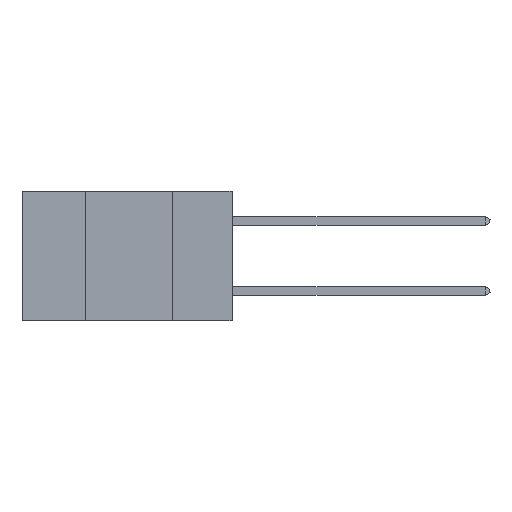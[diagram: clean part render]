
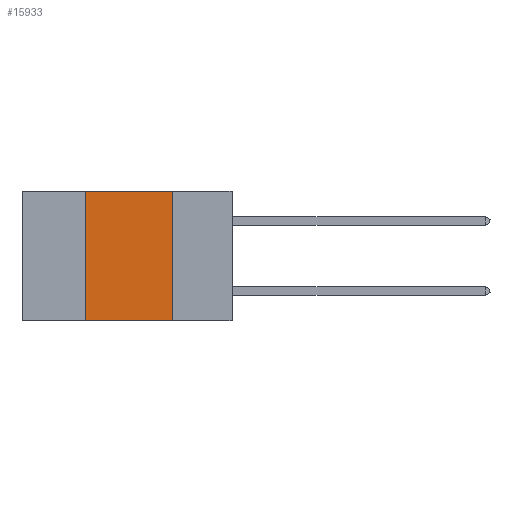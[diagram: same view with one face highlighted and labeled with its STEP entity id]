
A CAD part, left-side view. The second image highlights one B-rep face of the part: STEP entity #15933.
In plain terms, the highlighted planar face has unit normal (-1, 0, 0).
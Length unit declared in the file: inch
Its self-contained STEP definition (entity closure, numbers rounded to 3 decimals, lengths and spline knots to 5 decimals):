
#297 = ORIENTED_EDGE ( 'NONE', *, *, #31031, .F. ) ;
#858 = ORIENTED_EDGE ( 'NONE', *, *, #12893, .F. ) ;
#1313 = CARTESIAN_POINT ( 'NONE',  ( 0., 0.6, 0. ) ) ;
#3223 = VERTEX_POINT ( 'NONE', #21246 ) ;
#3532 = CARTESIAN_POINT ( 'NONE',  ( 0., 0.17, 0. ) ) ;
#4218 = DIRECTION ( 'NONE',  ( 1., 0., 0. ) ) ;
#7320 = ORIENTED_EDGE ( 'NONE', *, *, #34470, .T. ) ;
#8654 = VECTOR ( 'NONE', #20691, 39.37008 ) ;
#11143 = AXIS2_PLACEMENT_3D ( 'NONE', #34729, #4218, #15560 ) ;
#11787 = VECTOR ( 'NONE', #23394, 39.37008 ) ;
#11969 = VERTEX_POINT ( 'NONE', #3532 ) ;
#12376 = CARTESIAN_POINT ( 'NONE',  ( 0., 0.17, 0. ) ) ;
#12625 = EDGE_LOOP ( 'NONE', ( #297, #858, #19797, #7320 ) ) ;
#12663 = VECTOR ( 'NONE', #33538, 39.37008 ) ;
#12893 = EDGE_CURVE ( 'NONE', #27426, #11969, #27325, .T. ) ;
#13537 = LINE ( 'NONE', #17005, #12663 ) ;
#14350 = LINE ( 'NONE', #15629, #31997 ) ;
#14504 = VERTEX_POINT ( 'NONE', #20897 ) ;
#15560 = DIRECTION ( 'NONE',  ( 0., 0., -1. ) ) ;
#15629 = CARTESIAN_POINT ( 'NONE',  ( 0., 0.42, 0. ) ) ;
#15933 = ADVANCED_FACE ( 'NONE', ( #26942 ), #32066, .F. ) ;
#17005 = CARTESIAN_POINT ( 'NONE',  ( 0., 0.6, -0.37 ) ) ;
#17068 = EDGE_CURVE ( 'NONE', #3223, #27426, #14350, .T. ) ;
#19797 = ORIENTED_EDGE ( 'NONE', *, *, #17068, .F. ) ;
#20691 = DIRECTION ( 'NONE',  ( 0., 0., -1. ) ) ;
#20897 = CARTESIAN_POINT ( 'NONE',  ( 0., 0.17, -0.37 ) ) ;
#21064 = DIRECTION ( 'NONE',  ( 0., 0., 1. ) ) ;
#21246 = CARTESIAN_POINT ( 'NONE',  ( 0., 0.42, -0.37 ) ) ;
#23394 = DIRECTION ( 'NONE',  ( 0., -1., 0. ) ) ;
#25309 = CARTESIAN_POINT ( 'NONE',  ( 0., 0.42, 0. ) ) ;
#26942 = FACE_OUTER_BOUND ( 'NONE', #12625, .T. ) ;
#27325 = LINE ( 'NONE', #1313, #11787 ) ;
#27426 = VERTEX_POINT ( 'NONE', #25309 ) ;
#31031 = EDGE_CURVE ( 'NONE', #11969, #14504, #31944, .T. ) ;
#31944 = LINE ( 'NONE', #12376, #8654 ) ;
#31997 = VECTOR ( 'NONE', #21064, 39.37008 ) ;
#32066 = PLANE ( 'NONE',  #11143 ) ;
#33538 = DIRECTION ( 'NONE',  ( 0., -1., 0. ) ) ;
#34470 = EDGE_CURVE ( 'NONE', #3223, #14504, #13537, .T. ) ;
#34729 = CARTESIAN_POINT ( 'NONE',  ( 0., 0.6, 0. ) ) ;
